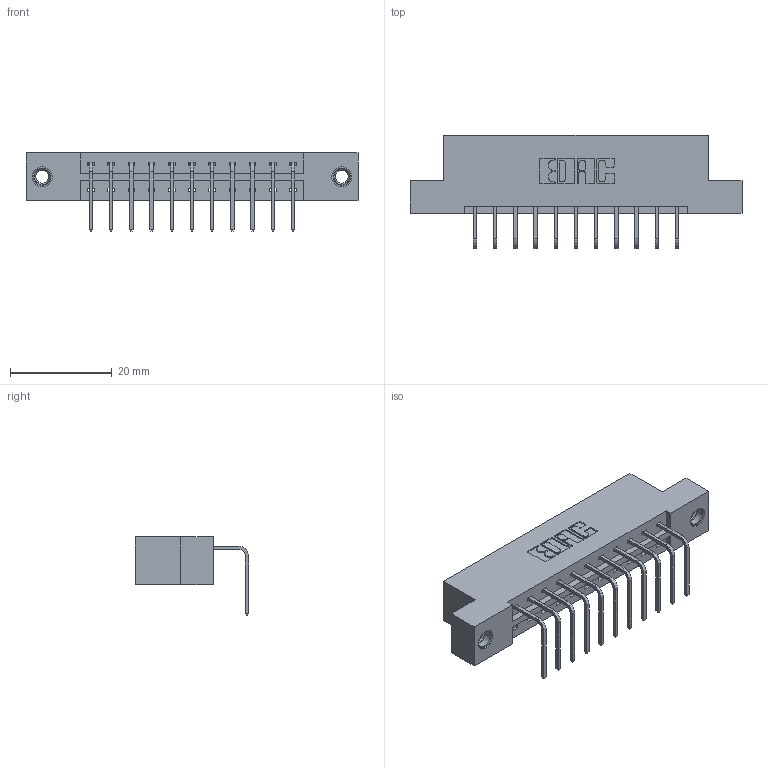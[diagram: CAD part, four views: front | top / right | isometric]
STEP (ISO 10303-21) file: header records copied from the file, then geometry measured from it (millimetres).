
FILE_DESCRIPTION (( 'STEP AP203' ), '1' );
FILE_NAME ('333-011-558-107.STEP', '2018-07-31T23:40:25', ( '' ), ( '' ), 'SwSTEP 2.0', 'SolidWorks 2016', '' );
FILE_SCHEMA (( 'CONFIG_CONTROL_DESIGN' ));
Length unit declared in the file: inch
Products named in the file (4): 333 Part_Flush - .156 Dia - TI; 345-292-001_558 Tail - 2; 345-250-001_345-250-005-103; 333-011-558-107
Assembly tree (14 placements, depth 2):
  333-011-558-107
    333 Part_Flush - .156 Dia - TI
    345-292-001_558 Tail - 2  x11
    345-250-001_345-250-005-103  x2
Bounding box: 65.13 x 22.17 x 15.37 mm (x, y, z)
Volume: 6310 mm3; surface area: 6886.7 mm2
Topology: 14 solids, 14 shells, 834 faces, 2449 edges, 1610 vertices
Faces by surface type: plane 586, cylinder 232, cone 12, torus 4
Entity records: 12004 total; most frequent: CARTESIAN_POINT 2058, ORIENTED_EDGE 1998, DIRECTION 1831, EDGE_CURVE 999, LINE 851, VECTOR 851, VERTEX_POINT 660, AXIS2_PLACEMENT_3D 490
